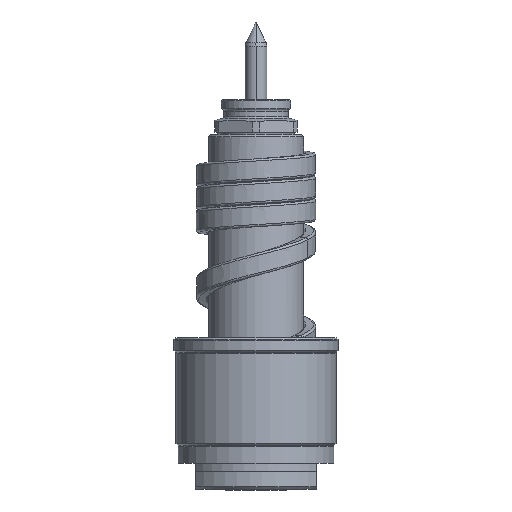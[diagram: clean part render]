
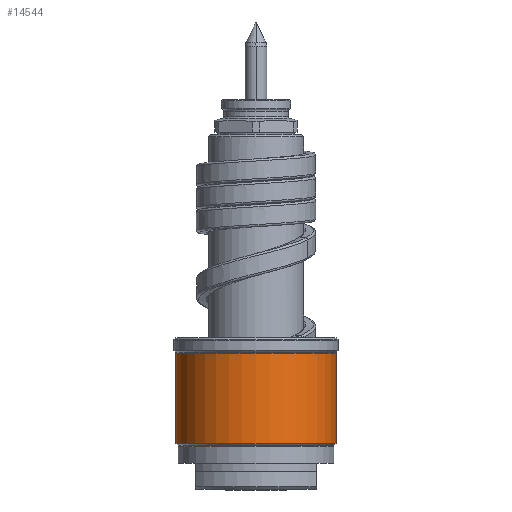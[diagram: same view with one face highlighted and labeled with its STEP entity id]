
A CAD part, front view. The second image highlights one B-rep face of the part: STEP entity #14544.
In plain terms, the highlighted cylindrical face has radius 18.5 mm (diameter 37 mm), a partial arc.
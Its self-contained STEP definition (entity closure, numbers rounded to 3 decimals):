
#5462=CARTESIAN_POINT('',(0.,0.,10.583));
#5463=DIRECTION('',(0.,0.,1.));
#5464=DIRECTION('',(-1.,0.,0.));
#5465=AXIS2_PLACEMENT_3D('',#5462,#5463,#5464);
#5467=DIRECTION('',(0.,0.,-1.));
#5468=VECTOR('',#5467,20.834);
#5469=CARTESIAN_POINT('',(-18.5,0.,31.417));
#5470=LINE('',#5469,#5468);
#5471=CARTESIAN_POINT('',(0.,0.,31.417));
#5472=DIRECTION('',(0.,0.,1.));
#5473=DIRECTION('',(-1.,0.,0.));
#5474=AXIS2_PLACEMENT_3D('',#5471,#5472,#5473);
#5476=DIRECTION('',(0.,0.,-1.));
#5477=VECTOR('',#5476,20.834);
#5478=CARTESIAN_POINT('',(18.5,0.,31.417));
#5479=LINE('',#5478,#5477);
#5812=CARTESIAN_POINT('',(18.5,0.,31.417));
#5813=CARTESIAN_POINT('',(-18.5,0.,31.417));
#5814=VERTEX_POINT('',#5812);
#5815=VERTEX_POINT('',#5813);
#5838=CARTESIAN_POINT('',(18.5,0.,10.583));
#5839=VERTEX_POINT('',#5838);
#5840=CARTESIAN_POINT('',(-18.5,0.,10.583));
#5841=VERTEX_POINT('',#5840);
#14532=CARTESIAN_POINT('',(0.,0.,8.75));
#14533=DIRECTION('',(0.,0.,1.));
#14534=DIRECTION('',(-1.,0.,0.));
#14535=AXIS2_PLACEMENT_3D('',#14532,#14533,#14534);
#14536=CYLINDRICAL_SURFACE('',#14535,18.5);
#14537=ORIENTED_EDGE('',*,*,#12597,.F.);
#14538=ORIENTED_EDGE('',*,*,#12578,.F.);
#14540=ORIENTED_EDGE('',*,*,#14539,.T.);
#14541=ORIENTED_EDGE('',*,*,#12574,.T.);
#14542=EDGE_LOOP('',(#14537,#14538,#14540,#14541));
#14543=FACE_OUTER_BOUND('',#14542,.F.);
#5466=CIRCLE('',#5465,18.5);
#5475=CIRCLE('',#5474,18.5);
#12574=EDGE_CURVE('',#5814,#5839,#5479,.T.);
#12578=EDGE_CURVE('',#5815,#5841,#5470,.T.);
#12597=EDGE_CURVE('',#5841,#5839,#5466,.T.);
#14539=EDGE_CURVE('',#5815,#5814,#5475,.T.);
#14544=ADVANCED_FACE('',(#14543),#14536,.T.);
